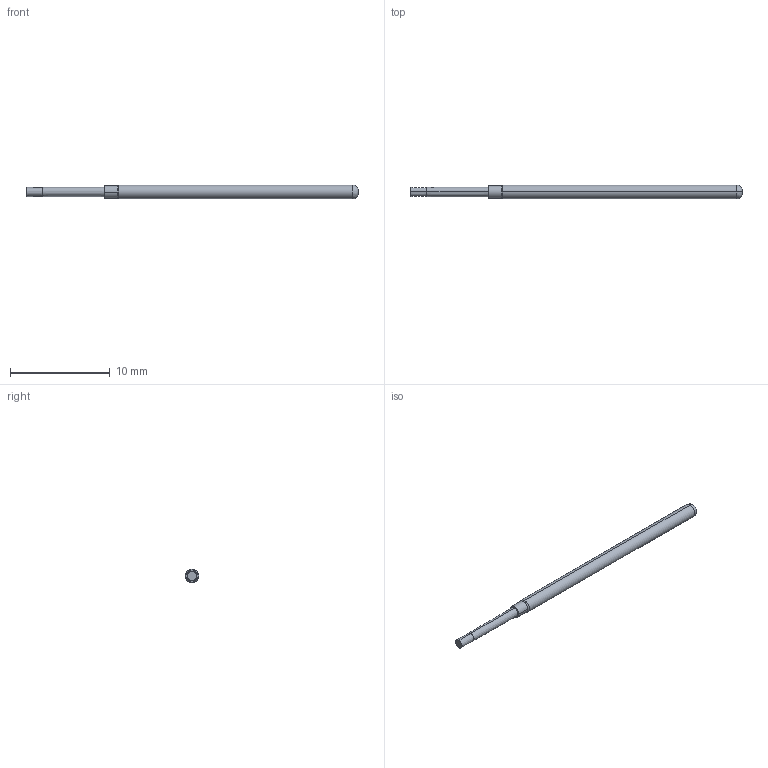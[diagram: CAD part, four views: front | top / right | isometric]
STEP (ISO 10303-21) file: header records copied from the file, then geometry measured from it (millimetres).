
FILE_DESCRIPTION (( 'STEP AP214' ), '1' );
FILE_NAME ('100-PRP2520_.STEP', '2016-05-26T12:24:05', ( 'spare' ), ( '' ), 'SwSTEP 2.0', 'SolidWorks 2016', '' );
FILE_SCHEMA (( 'AUTOMOTIVE_DESIGN' ));
Length unit declared in the file: inch
Products named in the file (1): 100-PRP2520_
Bounding box: 33.28 x 1.37 x 1.37 mm (x, y, z)
Volume: 42 mm3; surface area: 133 mm2
Topology: 1 solids, 1 shells, 17 faces, 34 edges, 20 vertices
Faces by surface type: cone 8, cylinder 4, plane 3, torus 2
Entity records: 707 total; most frequent: DIRECTION 92, CARTESIAN_POINT 72, ORIENTED_EDGE 68, AXIS2_PLACEMENT_3D 40, EDGE_CURVE 34, CIRCLE 22, DIMENSIONAL_EXPONENTS 20, VERTEX_POINT 20
